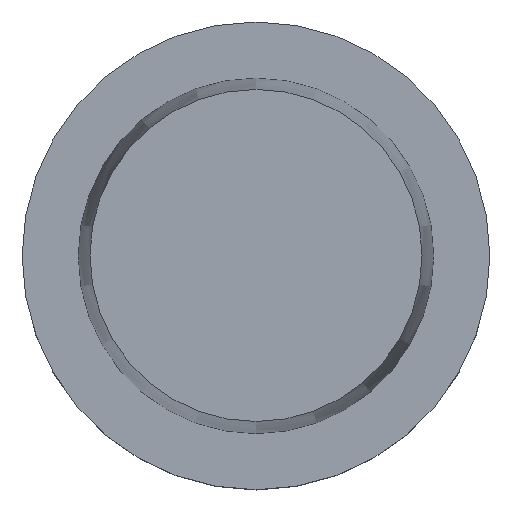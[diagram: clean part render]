
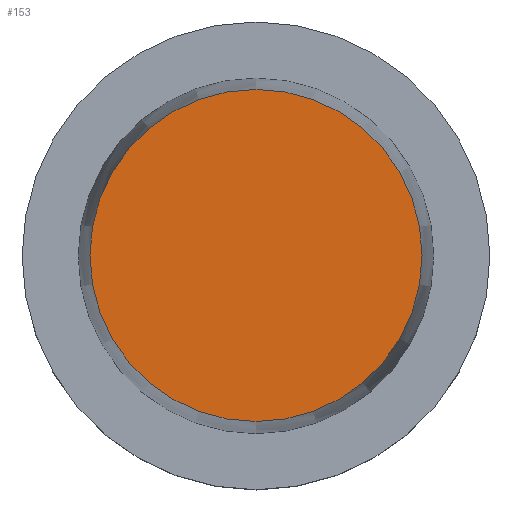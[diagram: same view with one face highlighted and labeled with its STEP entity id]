
A CAD part, top view. The second image highlights one B-rep face of the part: STEP entity #153.
In plain terms, the highlighted planar face has unit normal (0, 0, 1).
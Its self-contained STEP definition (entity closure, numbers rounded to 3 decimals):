
#153=ADVANCED_FACE('Unnamed[1]',(#332),#333,.T.);
#193=EDGE_CURVE('Unnamed[1]',#394,#394,#395,.T.);
#332=FACE_OUTER_BOUND('',#559,.T.);
#333=PLANE('',#560);
#394=VERTEX_POINT('',#636);
#395=CIRCLE('',#637,35.5);
#559=EDGE_LOOP('',(#777));
#560=AXIS2_PLACEMENT_3D('',#778,#779,#780);
#636=CARTESIAN_POINT('',(0.,35.5,50.0));
#637=AXIS2_PLACEMENT_3D('',#845,#846,#847);
#777=ORIENTED_EDGE('',*,*,#193,.F.);
#778=CARTESIAN_POINT('',(0.,17.75,50.0));
#779=DIRECTION('',(0.,0.,1.0));
#780=DIRECTION('',(0.,-1.0,0.));
#845=CARTESIAN_POINT('',(0.,0.,50.0));
#846=DIRECTION('',(0.,0.,-1.0));
#847=DIRECTION('',(0.,1.0,0.));
